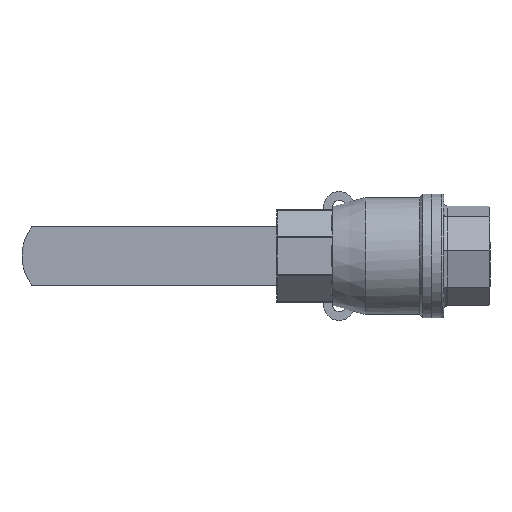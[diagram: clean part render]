
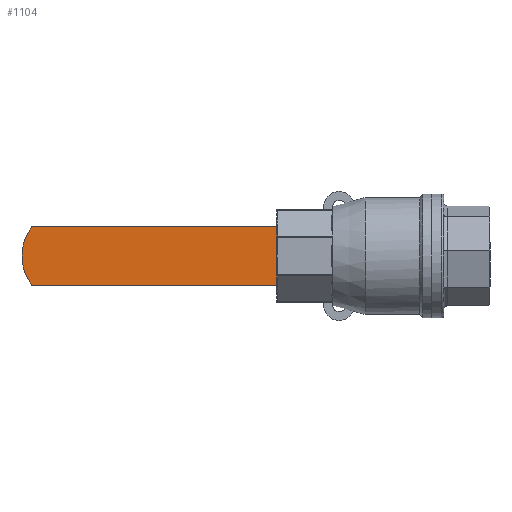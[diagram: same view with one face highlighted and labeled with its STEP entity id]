
A CAD part, front view. The second image highlights one B-rep face of the part: STEP entity #1104.
In plain terms, the highlighted face is planar.
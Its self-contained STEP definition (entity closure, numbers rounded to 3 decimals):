
#664=CARTESIAN_POINT('',(-8.5,-18.,30.0));
#665=VERTEX_POINT('',#664);
#672=CARTESIAN_POINT('',(8.5,-18.,30.0));
#673=VERTEX_POINT('',#672);
#674=CARTESIAN_POINT('',(8.5,-18.,30.0));
#675=DIRECTION('',(-1.0,0.0,0.0));
#676=VECTOR('',#675,17.0);
#677=LINE('',#674,#676);
#678=EDGE_CURVE('',#673,#665,#677,.T.);
#1073=CARTESIAN_POINT('',(8.5,-18.,-55.334));
#1074=DIRECTION('',(0.0,-1.0,0.0));
#1075=DIRECTION('',(0.0,0.0,-1.0));
#1076=AXIS2_PLACEMENT_3D('',#1073,#1074,#1075);
#1077=PLANE('',#1076);
#1078=CARTESIAN_POINT('',(-8.5,-18.,102.124));
#1079=VERTEX_POINT('',#1078);
#1080=CARTESIAN_POINT('',(-8.5,-18.,30.0));
#1081=DIRECTION('',(0.0,0.0,1.0));
#1082=VECTOR('',#1081,72.124);
#1083=LINE('',#1080,#1082);
#1084=EDGE_CURVE('',#665,#1079,#1083,.T.);
#1085=ORIENTED_EDGE('',*,*,#1084,.T.);
#1086=CARTESIAN_POINT('',(8.5,-18.,102.124));
#1087=VERTEX_POINT('',#1086);
#1088=CARTESIAN_POINT('',(0.0,-18.,91.0));
#1089=DIRECTION('',(0.0,1.0,0.0));
#1090=DIRECTION('',(0.0,0.0,-1.0));
#1091=AXIS2_PLACEMENT_3D('',#1088,#1089,#1090);
#1092=CIRCLE('',#1091,14.);
#1093=EDGE_CURVE('',#1079,#1087,#1092,.T.);
#1094=ORIENTED_EDGE('',*,*,#1093,.T.);
#1095=CARTESIAN_POINT('',(8.5,-18.,30.0));
#1096=DIRECTION('',(0.0,0.0,1.0));
#1097=VECTOR('',#1096,72.124);
#1098=LINE('',#1095,#1097);
#1099=EDGE_CURVE('',#673,#1087,#1098,.T.);
#1100=ORIENTED_EDGE('',*,*,#1099,.F.);
#1101=ORIENTED_EDGE('',*,*,#678,.T.);
#1102=EDGE_LOOP('',(#1085,#1094,#1100,#1101));
#1103=FACE_OUTER_BOUND('',#1102,.T.);
#1104=ADVANCED_FACE('',(#1103),#1077,.F.);
